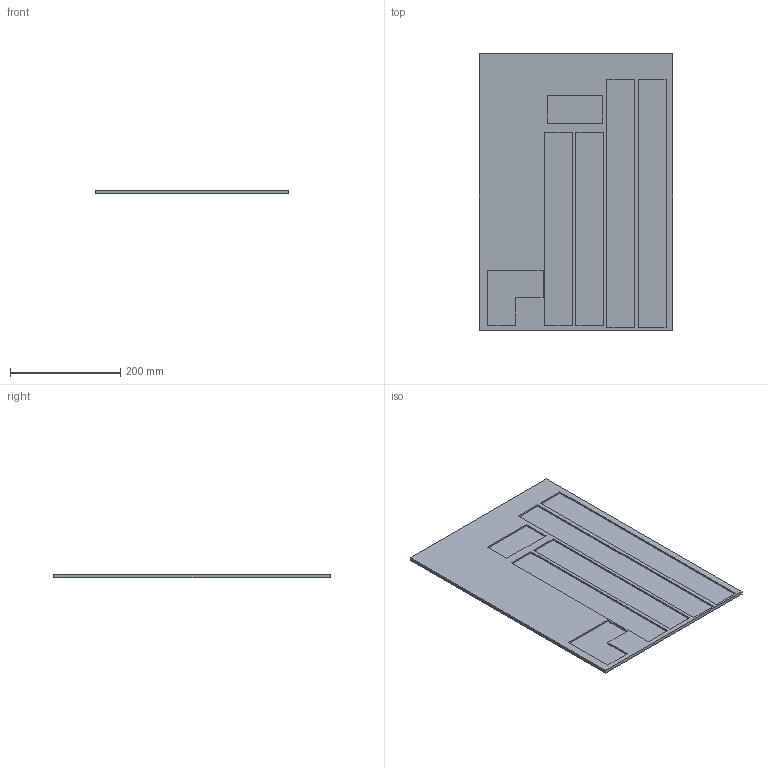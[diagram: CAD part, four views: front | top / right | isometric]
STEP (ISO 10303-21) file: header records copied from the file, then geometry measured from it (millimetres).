
FILE_DESCRIPTION(/* description */ (''),/* implementation_level */ '2;1');
FILE_NAME(/* name */ 'binicial.stp',/* time_stamp */ '2022-11-19T23:05:52-05:00',/* author */ ('Daniel'),/* organization */ (''),/* preprocessor_version */ 'ST-DEVELOPER v19',/* originating_system */ 'Autodesk Inventor 2023',/* authorisation */ '');
FILE_SCHEMA (('AUTOMOTIVE_DESIGN { 1 0 10303 214 3 1 1 }'));
Length unit declared in the file: millimetre
Products named in the file (1): binicial
Bounding box: 350 x 500 x 6 mm (x, y, z)
Volume: 772530 mm3; surface area: 373098.8 mm2
Topology: 1 solids, 1 shells, 38 faces, 90 edges, 60 vertices
Faces by surface type: plane 38
Entity records: 1117 total; most frequent: CARTESIAN_POINT 189, ORIENTED_EDGE 180, DIRECTION 168, LINE 90, VECTOR 90, EDGE_CURVE 90, VERTEX_POINT 60, EDGE_LOOP 44
